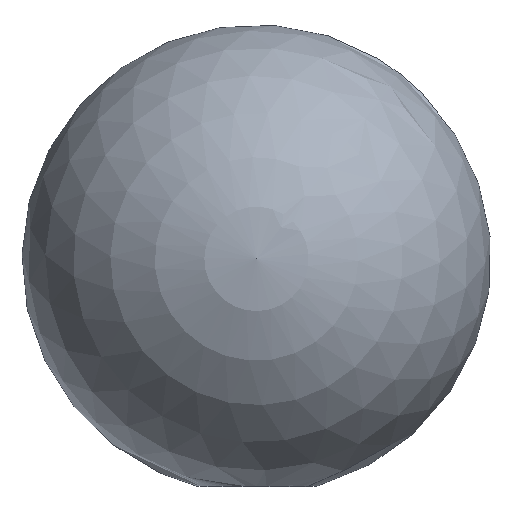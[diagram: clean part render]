
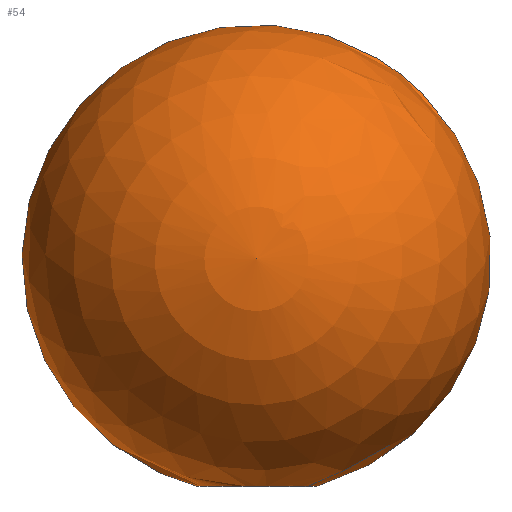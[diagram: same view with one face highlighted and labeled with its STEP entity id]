
A CAD part, top view. The second image highlights one B-rep face of the part: STEP entity #54.
In plain terms, the highlighted spherical face has radius 10 mm.
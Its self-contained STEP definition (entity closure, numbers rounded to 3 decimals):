
#5 = DIRECTION ( 'NONE',  ( 0., -1., 0. ) ) ;
#8 = AXIS2_PLACEMENT_3D ( 'NONE', #119, #56, #57 ) ;
#13 = SPHERICAL_SURFACE ( 'NONE', #8, 10. ) ;
#27 = AXIS2_PLACEMENT_3D ( 'NONE', #43, #5, #133 ) ;
#37 = CARTESIAN_POINT ( 'NONE',  ( 0., 0.318, 2.5 ) ) ;
#43 = CARTESIAN_POINT ( 'NONE',  ( 0., 0.318, 0. ) ) ;
#48 = ORIENTED_EDGE ( 'NONE', *, *, #62, .F. ) ;
#52 = EDGE_LOOP ( 'NONE', ( #48 ) ) ;
#54 = ADVANCED_FACE ( 'NONE', ( #58 ), #13, .T. ) ;
#56 = DIRECTION ( 'NONE',  ( 0., 0., -1. ) ) ;
#57 = DIRECTION ( 'NONE',  ( -1., 0., 0. ) ) ;
#58 = FACE_OUTER_BOUND ( 'NONE', #52, .T. ) ;
#62 = EDGE_CURVE ( 'NONE', #78, #78, #125, .T. ) ;
#78 = VERTEX_POINT ( 'NONE', #37 ) ;
#119 = CARTESIAN_POINT ( 'NONE',  ( 0., 10., 0. ) ) ;
#125 = CIRCLE ( 'NONE', #27, 2.5 ) ;
#133 = DIRECTION ( 'NONE',  ( 0., 0., 1. ) ) ;
